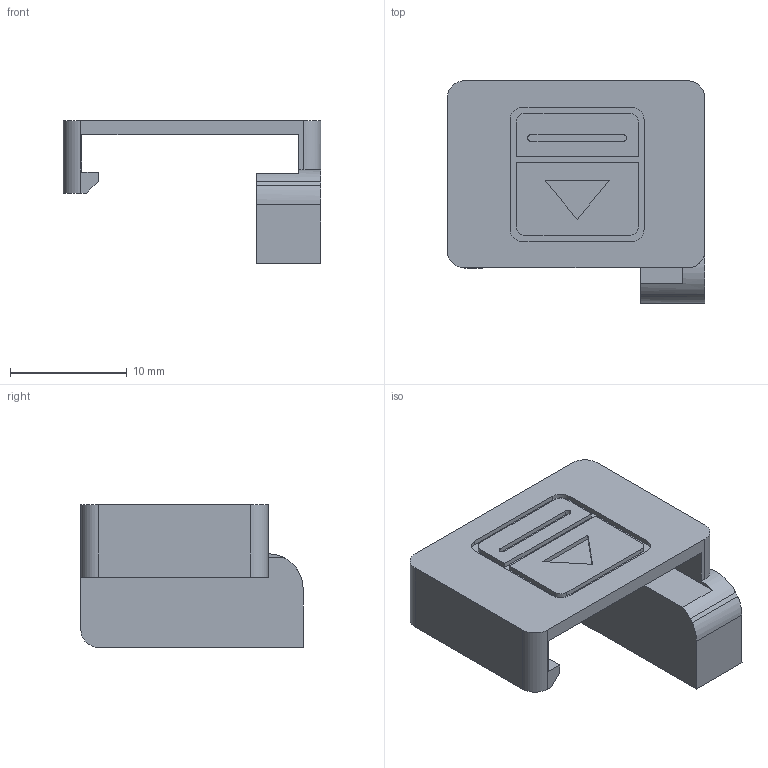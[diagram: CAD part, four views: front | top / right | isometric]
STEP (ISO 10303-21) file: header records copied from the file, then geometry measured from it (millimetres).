
FILE_DESCRIPTION(/* description */ (''),/* implementation_level */ '2;1');
FILE_NAME(/* name */ 'X endstop trigger cap.step',/* time_stamp */ '2022-10-02T08:51:57+08:00',/* author */ (''),/* organization */ (''),/* preprocessor_version */ 'ST-DEVELOPER v19',/* originating_system */ 'Autodesk Translation Framework v11.7.0.108',/* authorisation */ '');
FILE_SCHEMA (('AUTOMOTIVE_DESIGN { 1 0 10303 214 3 1 1 }'));
Length unit declared in the file: millimetre
Products named in the file (1): X endstop trigger cap
Bounding box: 22.03 x 19 x 12.2 mm (x, y, z)
Volume: 1267.6 mm3; surface area: 1657.3 mm2
Topology: 1 solids, 1 shells, 65 faces, 174 edges, 116 vertices
Faces by surface type: plane 43, cylinder 20, bspline 2
Entity records: 2132 total; most frequent: CARTESIAN_POINT 463, ORIENTED_EDGE 348, DIRECTION 328, EDGE_CURVE 174, LINE 126, VECTOR 126, VERTEX_POINT 116, AXIS2_PLACEMENT_3D 101
